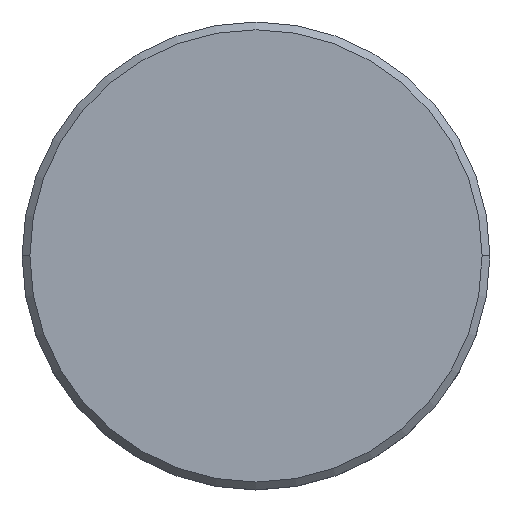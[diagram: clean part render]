
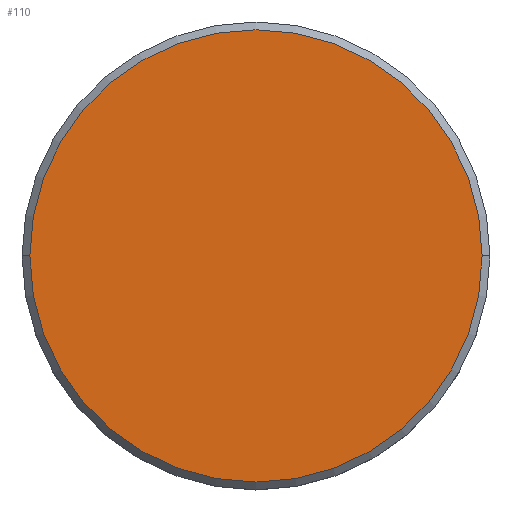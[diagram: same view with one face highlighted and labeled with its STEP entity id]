
A CAD part, top view. The second image highlights one B-rep face of the part: STEP entity #110.
In plain terms, the highlighted planar face has unit normal (0, 0, 1).
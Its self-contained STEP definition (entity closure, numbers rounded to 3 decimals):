
#41 = CIRCLE ( 'NONE', #821, 14.5 ) ;
#53 = PLANE ( 'NONE',  #77 ) ;
#77 = AXIS2_PLACEMENT_3D ( 'NONE', #955, #682, #310 ) ;
#110 = ADVANCED_FACE ( 'NONE', ( #489 ), #53, .T. ) ;
#168 = VERTEX_POINT ( 'NONE', #778 ) ;
#310 = DIRECTION ( 'NONE',  ( 1., 0., 0. ) ) ;
#489 = FACE_OUTER_BOUND ( 'NONE', #1181, .T. ) ;
#494 = DIRECTION ( 'NONE',  ( 1., 0., 0. ) ) ;
#502 = DIRECTION ( 'NONE',  ( 0., 0., 1. ) ) ;
#582 = CARTESIAN_POINT ( 'NONE',  ( 0., 0., 0. ) ) ;
#605 = EDGE_CURVE ( 'NONE', #1171, #168, #41, .T. ) ;
#619 = DIRECTION ( 'NONE',  ( 0., 0., 1. ) ) ;
#653 = CIRCLE ( 'NONE', #690, 14.5 ) ;
#682 = DIRECTION ( 'NONE',  ( 0., 0., 1. ) ) ;
#690 = AXIS2_PLACEMENT_3D ( 'NONE', #721, #619, #1165 ) ;
#721 = CARTESIAN_POINT ( 'NONE',  ( 0., 0., 0. ) ) ;
#778 = CARTESIAN_POINT ( 'NONE',  ( -14.5, 0., 0. ) ) ;
#821 = AXIS2_PLACEMENT_3D ( 'NONE', #582, #502, #494 ) ;
#955 = CARTESIAN_POINT ( 'NONE',  ( 0., 0., 0. ) ) ;
#1064 = CARTESIAN_POINT ( 'NONE',  ( 14.5, 0., 0. ) ) ;
#1118 = ORIENTED_EDGE ( 'NONE', *, *, #605, .T. ) ;
#1136 = ORIENTED_EDGE ( 'NONE', *, *, #1153, .T. ) ;
#1153 = EDGE_CURVE ( 'NONE', #168, #1171, #653, .T. ) ;
#1165 = DIRECTION ( 'NONE',  ( 1., 0., 0. ) ) ;
#1171 = VERTEX_POINT ( 'NONE', #1064 ) ;
#1181 = EDGE_LOOP ( 'NONE', ( #1136, #1118 ) ) ;
